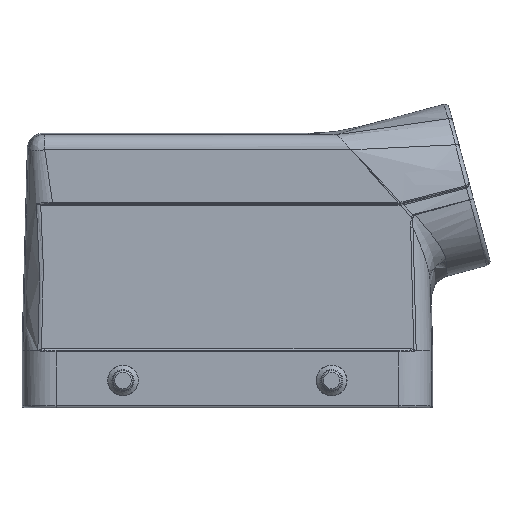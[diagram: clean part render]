
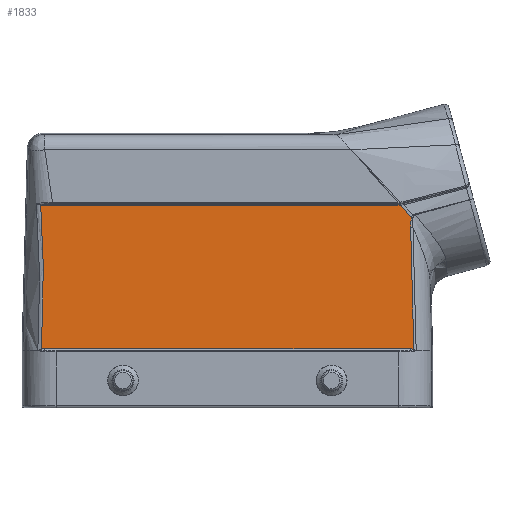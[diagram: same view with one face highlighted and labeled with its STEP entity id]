
A CAD part, front view. The second image highlights one B-rep face of the part: STEP entity #1833.
In plain terms, the highlighted planar face has unit normal (0, -1, 0.015).
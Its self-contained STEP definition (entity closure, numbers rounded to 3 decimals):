
#1221=FACE_OUTER_BOUND('',#2592,.T.);
#1833=ADVANCED_FACE('',(#1221),#2280,.T.);
#2280=PLANE('',#10877);
#2592=EDGE_LOOP('',(#3341,#3342,#3343,#3344,#3345,#3346,#3347,#3348,#3349,
#3350));
#3341=ORIENTED_EDGE('',*,*,#5928,.T.);
#3342=ORIENTED_EDGE('',*,*,#5929,.T.);
#3343=ORIENTED_EDGE('',*,*,#5930,.T.);
#3344=ORIENTED_EDGE('',*,*,#5931,.T.);
#3345=ORIENTED_EDGE('',*,*,#5932,.T.);
#3346=ORIENTED_EDGE('',*,*,#5933,.T.);
#3347=ORIENTED_EDGE('',*,*,#5934,.T.);
#3348=ORIENTED_EDGE('',*,*,#5935,.T.);
#3349=ORIENTED_EDGE('',*,*,#5936,.T.);
#3350=ORIENTED_EDGE('',*,*,#5937,.T.);
#5313=VERTEX_POINT('',#15292);
#5314=VERTEX_POINT('',#15293);
#5315=VERTEX_POINT('',#15298);
#5316=VERTEX_POINT('',#15300);
#5317=VERTEX_POINT('',#15308);
#5318=VERTEX_POINT('',#15310);
#5319=VERTEX_POINT('',#15315);
#5320=VERTEX_POINT('',#15329);
#5321=VERTEX_POINT('',#15334);
#5322=VERTEX_POINT('',#15336);
#5928=EDGE_CURVE('',#5313,#5314,#7121,.T.);
#5929=EDGE_CURVE('',#5314,#5315,#7122,.T.);
#5930=EDGE_CURVE('',#5315,#5316,#8755,.T.);
#5931=EDGE_CURVE('',#5316,#5317,#7123,.T.);
#5932=EDGE_CURVE('',#5317,#5318,#8756,.T.);
#5933=EDGE_CURVE('',#5318,#5319,#7124,.T.);
#5934=EDGE_CURVE('',#5319,#5320,#7125,.T.);
#5935=EDGE_CURVE('',#5320,#5321,#7126,.T.);
#5936=EDGE_CURVE('',#5321,#5322,#8757,.T.);
#5937=EDGE_CURVE('',#5322,#5313,#7127,.T.);
#7121=B_SPLINE_CURVE_WITH_KNOTS('',3,(#15284,#15285,#15286,#15287,#15288,
#15289,#15290,#15291),.UNSPECIFIED.,.F.,.F.,(4,2,2,4),(0.,0.5,0.75,1.),
 .UNSPECIFIED.);
#7122=B_SPLINE_CURVE_WITH_KNOTS('',3,(#15294,#15295,#15296,#15297),
 .UNSPECIFIED.,.F.,.F.,(4,4),(0.,1.),.UNSPECIFIED.);
#7123=B_SPLINE_CURVE_WITH_KNOTS('',3,(#15301,#15302,#15303,#15304,#15305,
#15306,#15307),.UNSPECIFIED.,.F.,.F.,(4,3,4),(0.,0.371,1.),
 .UNSPECIFIED.);
#7124=B_SPLINE_CURVE_WITH_KNOTS('',3,(#15311,#15312,#15313,#15314),
 .UNSPECIFIED.,.F.,.F.,(4,4),(0.,1.),.UNSPECIFIED.);
#7125=B_SPLINE_CURVE_WITH_KNOTS('',3,(#15316,#15317,#15318,#15319,#15320,
#15321,#15322,#15323,#15324,#15325,#15326,#15327,#15328),.UNSPECIFIED.,
 .F.,.F.,(4,3,3,3,4),(0.,0.254,0.555,0.996,
1.),.UNSPECIFIED.);
#7126=B_SPLINE_CURVE_WITH_KNOTS('',3,(#15330,#15331,#15332,#15333),
 .UNSPECIFIED.,.F.,.F.,(4,4),(0.,1.),.UNSPECIFIED.);
#7127=B_SPLINE_CURVE_WITH_KNOTS('',3,(#15337,#15338,#15339,#15340),
 .UNSPECIFIED.,.F.,.F.,(4,4),(0.,1.),.UNSPECIFIED.);
#8755=LINE('',#15299,#9335);
#8756=LINE('',#15309,#9336);
#8757=LINE('',#15335,#9337);
#9335=VECTOR('',#11814,1.);
#9336=VECTOR('',#11815,1.);
#9337=VECTOR('',#11816,1.);
#10877=AXIS2_PLACEMENT_3D('',#15341,#11817,#11818);
#11814=DIRECTION('',(1.,0.,0.));
#11815=DIRECTION('',(-0.026,0.015,1.));
#11816=DIRECTION('',(-1.,0.,0.));
#11817=DIRECTION('',(0.,-1.,0.015));
#11818=DIRECTION('',(0.,-0.015,-1.));
#15284=CARTESIAN_POINT('',(-42.492,-20.001,37.105));
#15285=CARTESIAN_POINT('',(-42.113,-20.084,31.656));
#15286=CARTESIAN_POINT('',(-41.84,-20.166,26.196));
#15287=CARTESIAN_POINT('',(-41.929,-20.29,18.006));
#15288=CARTESIAN_POINT('',(-42.026,-20.332,15.275));
#15289=CARTESIAN_POINT('',(-42.167,-20.415,9.815));
#15290=CARTESIAN_POINT('',(-42.238,-20.456,7.085));
#15291=CARTESIAN_POINT('',(-42.309,-20.497,4.354));
#15292=CARTESIAN_POINT('',(-42.492,-20.001,37.105));
#15293=CARTESIAN_POINT('',(-42.309,-20.497,4.354));
#15294=CARTESIAN_POINT('',(-42.309,-20.497,4.354));
#15295=CARTESIAN_POINT('',(-42.099,-20.496,4.409));
#15296=CARTESIAN_POINT('',(-41.878,-20.496,4.424));
#15297=CARTESIAN_POINT('',(-41.661,-20.496,4.424));
#15298=CARTESIAN_POINT('',(-41.661,-20.496,4.424));
#15299=CARTESIAN_POINT('',(42.208,-20.496,4.424));
#15300=CARTESIAN_POINT('',(41.661,-20.496,4.424));
#15301=CARTESIAN_POINT('',(41.661,-20.496,4.424));
#15302=CARTESIAN_POINT('',(41.761,-20.496,4.424));
#15303=CARTESIAN_POINT('',(41.862,-20.496,4.421));
#15304=CARTESIAN_POINT('',(41.962,-20.496,4.412));
#15305=CARTESIAN_POINT('',(42.13,-20.497,4.397));
#15306=CARTESIAN_POINT('',(42.3,-20.497,4.368));
#15307=CARTESIAN_POINT('',(42.457,-20.498,4.307));
#15308=CARTESIAN_POINT('',(42.457,-20.498,4.307));
#15309=CARTESIAN_POINT('',(42.466,-20.503,3.981));
#15310=CARTESIAN_POINT('',(41.738,-20.077,32.074));
#15311=CARTESIAN_POINT('',(41.738,-20.077,32.074));
#15312=CARTESIAN_POINT('',(41.718,-20.066,32.818));
#15313=CARTESIAN_POINT('',(41.745,-20.055,33.557));
#15314=CARTESIAN_POINT('',(41.919,-20.044,34.285));
#15315=CARTESIAN_POINT('',(41.919,-20.044,34.285));
#15316=CARTESIAN_POINT('',(41.919,-20.044,34.285));
#15317=CARTESIAN_POINT('',(41.713,-20.04,34.527));
#15318=CARTESIAN_POINT('',(41.507,-20.036,34.768));
#15319=CARTESIAN_POINT('',(41.299,-20.033,35.008));
#15320=CARTESIAN_POINT('',(41.053,-20.029,35.293));
#15321=CARTESIAN_POINT('',(40.806,-20.024,35.576));
#15322=CARTESIAN_POINT('',(40.558,-20.02,35.858));
#15323=CARTESIAN_POINT('',(40.193,-20.014,36.271));
#15324=CARTESIAN_POINT('',(39.826,-20.007,36.682));
#15325=CARTESIAN_POINT('',(39.457,-20.001,37.091));
#15326=CARTESIAN_POINT('',(39.453,-20.001,37.095));
#15327=CARTESIAN_POINT('',(39.45,-20.001,37.099));
#15328=CARTESIAN_POINT('',(39.446,-20.001,37.103));
#15329=CARTESIAN_POINT('',(39.446,-20.001,37.103));
#15330=CARTESIAN_POINT('',(39.446,-20.001,37.103));
#15331=CARTESIAN_POINT('',(39.248,-20.001,37.08));
#15332=CARTESIAN_POINT('',(39.047,-20.002,37.069));
#15333=CARTESIAN_POINT('',(38.848,-20.002,37.069));
#15334=CARTESIAN_POINT('',(38.848,-20.002,37.069));
#15335=CARTESIAN_POINT('',(-42.508,-20.002,37.069));
#15336=CARTESIAN_POINT('',(-42.053,-20.002,37.069));
#15337=CARTESIAN_POINT('',(-42.053,-20.002,37.069));
#15338=CARTESIAN_POINT('',(-42.2,-20.002,37.069));
#15339=CARTESIAN_POINT('',(-42.348,-20.001,37.078));
#15340=CARTESIAN_POINT('',(-42.492,-20.001,37.105));
#15341=CARTESIAN_POINT('',(50.,-20.5,4.176));
